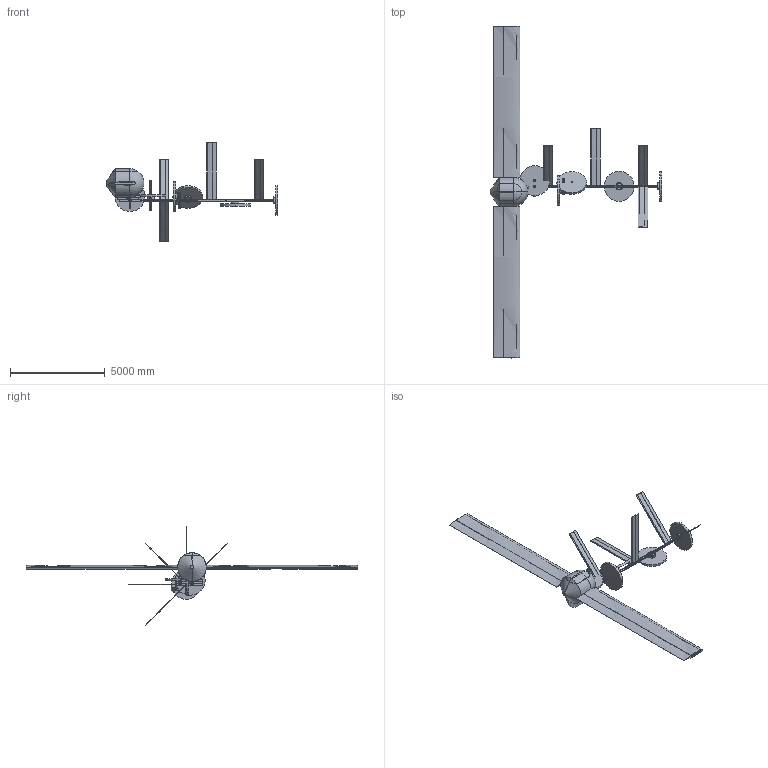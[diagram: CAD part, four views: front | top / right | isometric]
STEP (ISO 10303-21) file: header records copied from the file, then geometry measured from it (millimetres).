
FILE_DESCRIPTION((''),'2;1');
FILE_NAME('UAV_ASM','2022-08-22T17:24:37',('Administrator'),(''),'CREO PARAMETRIC BY PTC INC, 2019352','CREO PARAMETRIC BY PTC INC, 2019352','');
FILE_SCHEMA(('CONFIG_CONTROL_DESIGN'));
Products named in the file (67): ORIENT; FUSELAGE; LEFT_WING; LEFT_BATTERY; PASSENGER1; PASSENGER2; RIGHT_WING; RIGHT_BATTERY; CROSS_BAR_1; CROSS_BAR_1_BOTTOM; CROSS_BAR_1_RIGHT; CROSS_BAR_1_LEFT; CROSS_BAR_2; CROSS_BAR_2_RIGHT; CROSS_BAR_2_TOP; CROSS_BAR_2_LEFT; CROSS_BAR_2_BOTTOM; CROSS_BAR_3; CROSS_BAR_3_TOP; CROSS_BAR_3_BOTTOM; RAIL_1; WING_PAIR_1; WING_PAIR_1_L; WING_PAIR_1_R; RAIL_2; MOTOR_PROP_1_MOTOR; MOTOR_PROP_1_PROP; WING_PAIR_2; WING_PAIR_2_L; RAIL_3; MOTOR_PROP_3_MOTOR; MOTOR_PROP_3_PROP; WING_PAIR_3; WING_PAIR_3_L; WING_PAIR_3_R; MOTOR_PROP_4_MOTOR; MOTOR_PROP_4_PROP; WING_PAIR_2_R; WING_PAIR_4; WING_PAIR_4_L ...
Assembly tree (66 placements, depth 2):
  UAV_ASM
    ORIENT
    FUSELAGE
    LEFT_WING
    LEFT_BATTERY
    PASSENGER1
    PASSENGER2
    RIGHT_WING
    RIGHT_BATTERY
    CROSS_BAR_1
    CROSS_BAR_1_BOTTOM
    CROSS_BAR_1_RIGHT
    CROSS_BAR_1_LEFT
    CROSS_BAR_2
    CROSS_BAR_2_RIGHT
    CROSS_BAR_2_TOP
    CROSS_BAR_2_LEFT
    CROSS_BAR_2_BOTTOM
    CROSS_BAR_3
    CROSS_BAR_3_TOP
    CROSS_BAR_3_BOTTOM
    RAIL_1
    WING_PAIR_1
    WING_PAIR_1_L
    WING_PAIR_1_R
    RAIL_2
    MOTOR_PROP_1_MOTOR
    MOTOR_PROP_1_PROP
    WING_PAIR_2
    WING_PAIR_2_L
    RAIL_3
    MOTOR_PROP_3_MOTOR
    MOTOR_PROP_3_PROP
    WING_PAIR_3
    WING_PAIR_3_L
    WING_PAIR_3_R
    MOTOR_PROP_4_MOTOR
    MOTOR_PROP_4_PROP
    WING_PAIR_2_R
    WING_PAIR_4
    WING_PAIR_4_L
    CROSS_BAR_6
    CROSS_BAR_6_BOTTOM
    CROSS_BAR_6_TOP
    MOTOR_PROP_6_MOTOR
    MOTOR_PROP_6_PROP
    RAIL_4
    CROSS_BAR_6_RIGHT
    CROSS_BAR_6_LEFT
    WING_PAIR_4_R
    CROSS_BAR_5
    CROSS_BAR_5_RIGHT
    CROSS_BAR_5_TOP
    CROSS_BAR_5_LEFT
    MOTOR_PROP_5_MOTOR
    MOTOR_PROP_5_PROP
    CROSS_BAR_5_BOTTOM
    CROSS_BAR_3_RIGHT
    CROSS_BAR_3_LEFT
    CROSS_BAR_4
Bounding box: 9073.11 x 17520 x 5216.46 mm (x, y, z)
Volume: 5491874779.3 mm3; surface area: 207540877.1 mm2
Topology: 65 solids, 105 shells, 1992 faces, 3990 edges, 2210 vertices
Faces by surface type: cylinder 1134, plane 784, bspline 32, cone 29, sphere 9, torus 4
Entity records: 62530 total; most frequent: CARTESIAN_POINT 21884, DIRECTION 8390, ORIENTED_EDGE 7916, EDGE_CURVE 3958, AXIS2_PLACEMENT_3D 3406, VERTEX_POINT 2226, EDGE_LOOP 2034, FACE_OUTER_BOUND 1972
